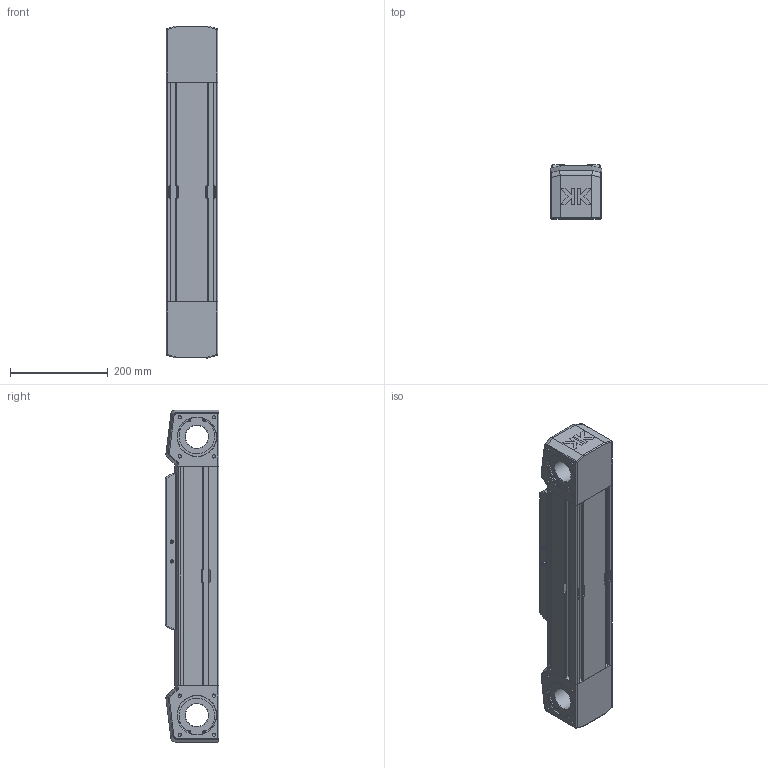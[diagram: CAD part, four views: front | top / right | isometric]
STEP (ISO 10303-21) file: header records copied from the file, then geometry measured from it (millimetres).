
FILE_DESCRIPTION(/* description */ ('Asse GR-105M-NNB'),/* implementation_level */ '2;1');
FILE_NAME(/* name */ 'GR-105M-NNB-CLIENTE.stp',/* time_stamp */ '2025-02-05T08:52:02+01:00',/* author */ ('davide.cavedon'),/* organization */ (''),/* preprocessor_version */ 'ST-DEVELOPER v20',/* originating_system */ 'Autodesk Inventor 2024',/* authorisation */ '');
FILE_SCHEMA (('CONFIG_CONTROL_DESIGN'));
Length unit declared in the file: millimetre
Products named in the file (4): GR-105M-NNB-CLIENTE; C_GR-105M-NNB-CLIENTE-001; C_GR-105M-NNB-CLIENTE-002; C_GR-105M-NNB-CLIENTE-003
Assembly tree (4 placements, depth 2):
  GR-105M-NNB-CLIENTE
    C_GR-105M-NNB-CLIENTE-001
    C_GR-105M-NNB-CLIENTE-002  x2
    C_GR-105M-NNB-CLIENTE-003
Bounding box: 105 x 110 x 680 mm (x, y, z)
Volume: 6220435.8 mm3; surface area: 636314.2 mm2
Topology: 4 solids, 48 shells, 1048 faces, 2682 edges, 1760 vertices
Faces by surface type: plane 594, cylinder 342, cone 70, bspline 20, torus 16, sphere 6
Full cylindrical faces by diameter (mm): 2 x2, 3 x12, 4 x2, 4.8 x4, 4.917 x8, 6.647 x28, 7 x4, 8 x8, 8.5 x2, 13 x12, 13.835 x8, 14 x12, 47 x2, 80 x6, 83.5 x4
Entity records: 28345 total; most frequent: CARTESIAN_POINT 6441, ORIENTED_EDGE 4452, DIRECTION 4362, EDGE_CURVE 2226, AXIS2_PLACEMENT_3D 1509, VERTEX_POINT 1481, LINE 1344, VECTOR 1344
